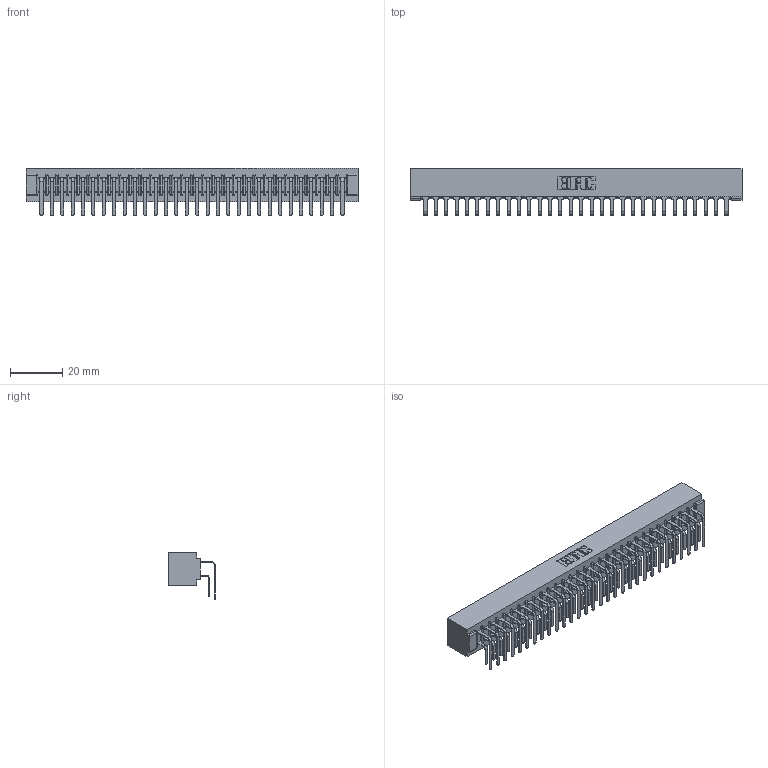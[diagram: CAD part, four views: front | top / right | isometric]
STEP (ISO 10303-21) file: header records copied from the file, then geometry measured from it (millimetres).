
FILE_DESCRIPTION (( 'STEP AP203' ), '1' );
FILE_NAME ('357-030-459-101.STEP', '2020-10-02T01:12:22', ( '' ), ( '' ), 'SwSTEP 2.0', 'SolidWorks 2020', '' );
FILE_SCHEMA (( 'CONFIG_CONTROL_DESIGN' ));
Length unit declared in the file: inch
Products named in the file (4): 307 Part_No Mounting Lugs; 307-290-001_558 559 - 1 (Single); 357-030-459-101; 307-290-001_559 - 2 (Single)
Assembly tree (61 placements, depth 2):
  357-030-459-101
    307 Part_No Mounting Lugs
    307-290-001_558 559 - 1 (Single)  x30
    307-290-001_559 - 2 (Single)  x30
Bounding box: 126.75 x 17.69 x 18.07 mm (x, y, z)
Volume: 14206.4 mm3; surface area: 19004.7 mm2
Topology: 61 solids, 61 shells, 3141 faces, 8819 edges, 5714 vertices
Faces by surface type: plane 2046, cylinder 1033, sphere 62
Entity records: 29327 total; most frequent: CARTESIAN_POINT 4800, ORIENTED_EDGE 4754, DIRECTION 4705, EDGE_CURVE 2377, VECTOR 1819, LINE 1819, VERTEX_POINT 1538, AXIS2_PLACEMENT_3D 1443
